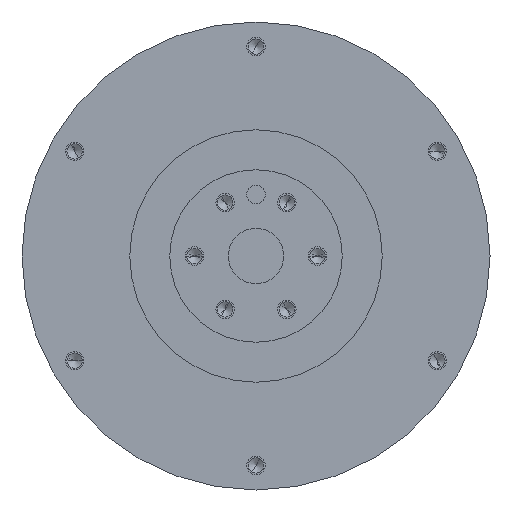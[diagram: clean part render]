
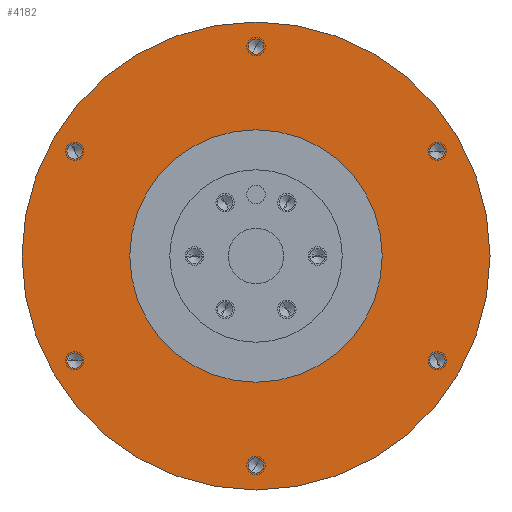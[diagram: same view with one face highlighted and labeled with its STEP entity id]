
A CAD part, front view. The second image highlights one B-rep face of the part: STEP entity #4182.
In plain terms, the highlighted planar face has unit normal (0, -1, 0).
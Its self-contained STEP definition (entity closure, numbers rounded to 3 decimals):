
#3133=CARTESIAN_POINT('',(0.,0.,0.));
#3134=DIRECTION('',(0.,-1.,0.));
#3135=DIRECTION('',(0.,0.,-1.));
#3136=AXIS2_PLACEMENT_3D('',#3133,#3134,#3135);
#3138=CARTESIAN_POINT('',(0.,0.,0.));
#3139=DIRECTION('',(0.,-1.,0.));
#3140=DIRECTION('',(0.,0.,1.));
#3141=AXIS2_PLACEMENT_3D('',#3138,#3139,#3140);
#3143=CARTESIAN_POINT('',(0.,0.,0.));
#3144=DIRECTION('',(0.,1.,0.));
#3145=DIRECTION('',(0.,0.,1.));
#3146=AXIS2_PLACEMENT_3D('',#3143,#3144,#3145);
#3148=CARTESIAN_POINT('',(0.,0.,0.));
#3149=DIRECTION('',(0.,1.,0.));
#3150=DIRECTION('',(0.,0.,-1.));
#3151=AXIS2_PLACEMENT_3D('',#3148,#3149,#3150);
#3153=CARTESIAN_POINT('',(-29.445,0.,-17.));
#3154=DIRECTION('',(0.,-1.,0.));
#3155=DIRECTION('',(-1.,0.,0.));
#3156=AXIS2_PLACEMENT_3D('',#3153,#3154,#3155);
#3158=CARTESIAN_POINT('',(-29.445,0.,-17.));
#3159=DIRECTION('',(0.,-1.,0.));
#3160=DIRECTION('',(1.,0.,0.));
#3161=AXIS2_PLACEMENT_3D('',#3158,#3159,#3160);
#3163=CARTESIAN_POINT('',(-29.445,0.,17.));
#3164=DIRECTION('',(0.,-1.,0.));
#3165=DIRECTION('',(-0.5,0.,0.866));
#3166=AXIS2_PLACEMENT_3D('',#3163,#3164,#3165);
#3168=CARTESIAN_POINT('',(-29.445,0.,17.));
#3169=DIRECTION('',(0.,-1.,0.));
#3170=DIRECTION('',(0.5,0.,-0.866));
#3171=AXIS2_PLACEMENT_3D('',#3168,#3169,#3170);
#3173=CARTESIAN_POINT('',(0.,0.,34.));
#3174=DIRECTION('',(0.,-1.,0.));
#3175=DIRECTION('',(0.5,0.,0.866));
#3176=AXIS2_PLACEMENT_3D('',#3173,#3174,#3175);
#3178=CARTESIAN_POINT('',(0.,0.,34.));
#3179=DIRECTION('',(0.,-1.,0.));
#3180=DIRECTION('',(-0.5,0.,-0.866));
#3181=AXIS2_PLACEMENT_3D('',#3178,#3179,#3180);
#3183=CARTESIAN_POINT('',(29.445,0.,17.));
#3184=DIRECTION('',(0.,-1.,0.));
#3185=DIRECTION('',(1.,0.,0.));
#3186=AXIS2_PLACEMENT_3D('',#3183,#3184,#3185);
#3188=CARTESIAN_POINT('',(29.445,0.,17.));
#3189=DIRECTION('',(0.,-1.,0.));
#3190=DIRECTION('',(-1.,0.,0.));
#3191=AXIS2_PLACEMENT_3D('',#3188,#3189,#3190);
#3193=CARTESIAN_POINT('',(29.445,0.,-17.));
#3194=DIRECTION('',(0.,-1.,0.));
#3195=DIRECTION('',(0.5,0.,-0.866));
#3196=AXIS2_PLACEMENT_3D('',#3193,#3194,#3195);
#3198=CARTESIAN_POINT('',(29.445,0.,-17.));
#3199=DIRECTION('',(0.,-1.,0.));
#3200=DIRECTION('',(-0.5,0.,0.866));
#3201=AXIS2_PLACEMENT_3D('',#3198,#3199,#3200);
#3203=CARTESIAN_POINT('',(0.,0.,-34.));
#3204=DIRECTION('',(0.,-1.,0.));
#3205=DIRECTION('',(-0.5,0.,-0.866));
#3206=AXIS2_PLACEMENT_3D('',#3203,#3204,#3205);
#3208=CARTESIAN_POINT('',(0.,0.,-34.));
#3209=DIRECTION('',(0.,-1.,0.));
#3210=DIRECTION('',(0.5,0.,0.866));
#3211=AXIS2_PLACEMENT_3D('',#3208,#3209,#3210);
#3819=CARTESIAN_POINT('',(0.,0.,38.));
#3820=VERTEX_POINT('',#3819);
#3821=CARTESIAN_POINT('',(0.,0.,-38.));
#3822=VERTEX_POINT('',#3821);
#3831=CARTESIAN_POINT('',(0.,0.,20.5));
#3832=CARTESIAN_POINT('',(0.,0.,-20.5));
#3833=VERTEX_POINT('',#3831);
#3834=VERTEX_POINT('',#3832);
#3845=CARTESIAN_POINT('',(-30.695,0.,-17.));
#3846=CARTESIAN_POINT('',(-28.195,0.,-17.));
#3847=VERTEX_POINT('',#3845);
#3848=VERTEX_POINT('',#3846);
#3855=CARTESIAN_POINT('',(-30.07,0.,18.083));
#3856=CARTESIAN_POINT('',(-28.82,0.,15.917));
#3857=VERTEX_POINT('',#3855);
#3858=VERTEX_POINT('',#3856);
#3865=CARTESIAN_POINT('',(0.625,0.,35.083));
#3866=CARTESIAN_POINT('',(-0.625,0.,32.917));
#3867=VERTEX_POINT('',#3865);
#3868=VERTEX_POINT('',#3866);
#3875=CARTESIAN_POINT('',(30.695,0.,17.));
#3876=CARTESIAN_POINT('',(28.195,0.,17.));
#3877=VERTEX_POINT('',#3875);
#3878=VERTEX_POINT('',#3876);
#3885=CARTESIAN_POINT('',(30.07,0.,-18.083));
#3886=CARTESIAN_POINT('',(28.82,0.,-15.917));
#3887=VERTEX_POINT('',#3885);
#3888=VERTEX_POINT('',#3886);
#3895=CARTESIAN_POINT('',(-0.625,0.,-35.083));
#3896=CARTESIAN_POINT('',(0.625,0.,-32.917));
#3897=VERTEX_POINT('',#3895);
#3898=VERTEX_POINT('',#3896);
#4130=CARTESIAN_POINT('',(20.5,0.,0.));
#4131=DIRECTION('',(0.,-1.,0.));
#4132=DIRECTION('',(0.,0.,-1.));
#4133=AXIS2_PLACEMENT_3D('',#4130,#4131,#4132);
#4134=PLANE('',#4133);
#4136=ORIENTED_EDGE('',*,*,#4135,.F.);
#4138=ORIENTED_EDGE('',*,*,#4137,.F.);
#4139=EDGE_LOOP('',(#4136,#4138));
#4140=FACE_OUTER_BOUND('',#4139,.F.);
#4141=ORIENTED_EDGE('',*,*,#4120,.F.);
#4143=ORIENTED_EDGE('',*,*,#4142,.F.);
#4144=EDGE_LOOP('',(#4141,#4143));
#4145=FACE_BOUND('',#4144,.F.);
#4147=ORIENTED_EDGE('',*,*,#4146,.T.);
#4149=ORIENTED_EDGE('',*,*,#4148,.T.);
#4150=EDGE_LOOP('',(#4147,#4149));
#4151=FACE_BOUND('',#4150,.F.);
#4153=ORIENTED_EDGE('',*,*,#4152,.T.);
#4155=ORIENTED_EDGE('',*,*,#4154,.T.);
#4156=EDGE_LOOP('',(#4153,#4155));
#4157=FACE_BOUND('',#4156,.F.);
#4159=ORIENTED_EDGE('',*,*,#4158,.T.);
#4161=ORIENTED_EDGE('',*,*,#4160,.T.);
#4162=EDGE_LOOP('',(#4159,#4161));
#4163=FACE_BOUND('',#4162,.F.);
#4165=ORIENTED_EDGE('',*,*,#4164,.T.);
#4167=ORIENTED_EDGE('',*,*,#4166,.T.);
#4168=EDGE_LOOP('',(#4165,#4167));
#4169=FACE_BOUND('',#4168,.F.);
#4171=ORIENTED_EDGE('',*,*,#4170,.T.);
#4173=ORIENTED_EDGE('',*,*,#4172,.T.);
#4174=EDGE_LOOP('',(#4171,#4173));
#4175=FACE_BOUND('',#4174,.F.);
#4177=ORIENTED_EDGE('',*,*,#4176,.T.);
#4179=ORIENTED_EDGE('',*,*,#4178,.T.);
#4180=EDGE_LOOP('',(#4177,#4179));
#4181=FACE_BOUND('',#4180,.F.);
#4182=ADVANCED_FACE('',(#4140,#4145,#4151,#4157,#4163,#4169,#4175,#4181),#4134,
.T.);
#3137=CIRCLE('',#3136,38.);
#3142=CIRCLE('',#3141,38.);
#3147=CIRCLE('',#3146,20.5);
#3152=CIRCLE('',#3151,20.5);
#3157=CIRCLE('',#3156,1.25);
#3162=CIRCLE('',#3161,1.25);
#3167=CIRCLE('',#3166,1.25);
#3172=CIRCLE('',#3171,1.25);
#3177=CIRCLE('',#3176,1.25);
#3182=CIRCLE('',#3181,1.25);
#3187=CIRCLE('',#3186,1.25);
#3192=CIRCLE('',#3191,1.25);
#3197=CIRCLE('',#3196,1.25);
#3202=CIRCLE('',#3201,1.25);
#3207=CIRCLE('',#3206,1.25);
#3212=CIRCLE('',#3211,1.25);
#4120=EDGE_CURVE('',#3833,#3834,#3147,.T.);
#4135=EDGE_CURVE('',#3822,#3820,#3137,.T.);
#4137=EDGE_CURVE('',#3820,#3822,#3142,.T.);
#4142=EDGE_CURVE('',#3834,#3833,#3152,.T.);
#4146=EDGE_CURVE('',#3847,#3848,#3157,.T.);
#4148=EDGE_CURVE('',#3848,#3847,#3162,.T.);
#4152=EDGE_CURVE('',#3857,#3858,#3167,.T.);
#4154=EDGE_CURVE('',#3858,#3857,#3172,.T.);
#4158=EDGE_CURVE('',#3867,#3868,#3177,.T.);
#4160=EDGE_CURVE('',#3868,#3867,#3182,.T.);
#4164=EDGE_CURVE('',#3877,#3878,#3187,.T.);
#4166=EDGE_CURVE('',#3878,#3877,#3192,.T.);
#4170=EDGE_CURVE('',#3887,#3888,#3197,.T.);
#4172=EDGE_CURVE('',#3888,#3887,#3202,.T.);
#4176=EDGE_CURVE('',#3897,#3898,#3207,.T.);
#4178=EDGE_CURVE('',#3898,#3897,#3212,.T.);
